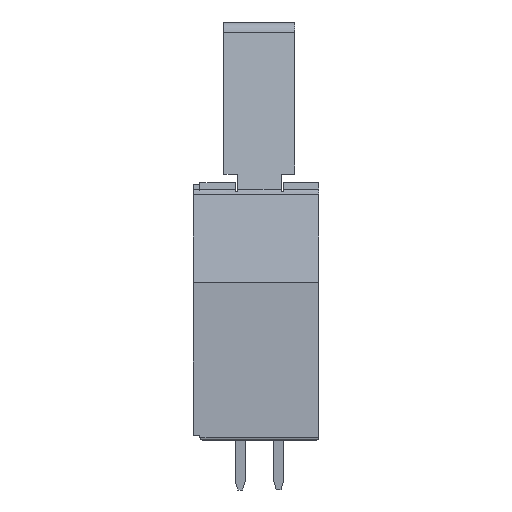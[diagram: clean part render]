
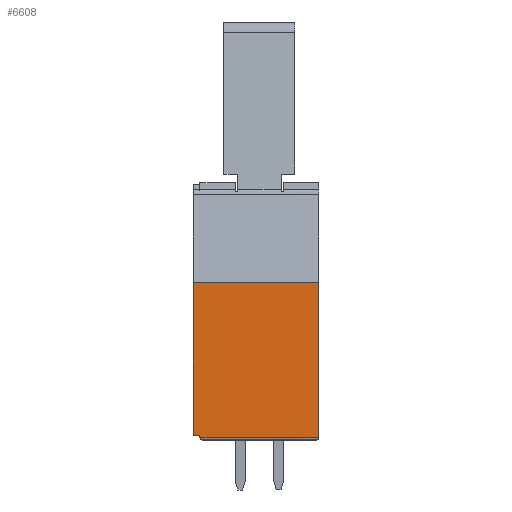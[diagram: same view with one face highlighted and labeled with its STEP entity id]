
A CAD part, left-side view. The second image highlights one B-rep face of the part: STEP entity #6608.
In plain terms, the highlighted planar face has unit normal (-1, 0, 0).
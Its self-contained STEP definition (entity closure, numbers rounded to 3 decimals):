
#6280=VERTEX_POINT('',#18148);
#6608=ADVANCED_FACE('',(#18568),#18569,.T.);
#7276=VERTEX_POINT('',#19281);
#7300=VERTEX_POINT('',#19307);
#7908=EDGE_CURVE('',#6280,#7276,#19977,.T.);
#8078=EDGE_CURVE('',#7276,#7300,#20158,.T.);
#8434=EDGE_CURVE('',#7300,#13954,#20543,.T.);
#9130=VERTEX_POINT('',#21305);
#13954=VERTEX_POINT('',#26576);
#14598=EDGE_CURVE('',#14768,#9130,#27289,.T.);
#14768=VERTEX_POINT('',#27471);
#16326=EDGE_CURVE('',#13954,#9130,#29233,.T.);
#16364=EDGE_CURVE('',#6280,#14768,#29274,.T.);
#18148=CARTESIAN_POINT('',(-47.7,7.85,0.15));
#18568=FACE_OUTER_BOUND('',#31922,.T.);
#18569=PLANE('',#31923);
#19281=CARTESIAN_POINT('',(-47.7,7.85,0.3));
#19307=CARTESIAN_POINT('',(-47.7,8.3,0.3));
#19977=LINE('',#33981,#33982);
#20158=LINE('',#34250,#34251);
#20543=LINE('',#34795,#34796);
#21305=CARTESIAN_POINT('',(-47.7,0.0,10.4));
#26576=CARTESIAN_POINT('',(-47.7,8.3,10.4));
#27289=LINE('',#44495,#44496);
#27471=CARTESIAN_POINT('',(-47.7,0.0,0.15));
#29233=LINE('',#47257,#47258);
#29274=LINE('',#47318,#47319);
#31922=EDGE_LOOP('',(#50602,#50603,#50604,#50605,#50606,#50607));
#31923=AXIS2_PLACEMENT_3D('',#50608,#50609,#50610);
#33981=CARTESIAN_POINT('',(-47.7,7.85,0.15));
#33982=VECTOR('',#51879,1.0);
#34250=CARTESIAN_POINT('',(-47.7,4.15,0.3));
#34251=VECTOR('',#52031,1.0);
#34795=CARTESIAN_POINT('',(-47.7,8.3,0.0));
#34796=VECTOR('',#52367,1.0);
#44495=CARTESIAN_POINT('',(-47.7,0.,0.0));
#44496=VECTOR('',#59133,1.0);
#47257=CARTESIAN_POINT('',(-47.7,4.15,10.4));
#47258=VECTOR('',#61230,1.0);
#47318=CARTESIAN_POINT('',(-47.7,4.15,0.15));
#47319=VECTOR('',#61264,1.0);
#50602=ORIENTED_EDGE('',*,*,#7908,.F.);
#50603=ORIENTED_EDGE('',*,*,#16364,.T.);
#50604=ORIENTED_EDGE('',*,*,#14598,.T.);
#50605=ORIENTED_EDGE('',*,*,#16326,.F.);
#50606=ORIENTED_EDGE('',*,*,#8434,.F.);
#50607=ORIENTED_EDGE('',*,*,#8078,.F.);
#50608=CARTESIAN_POINT('',(-47.7,0.,0.0));
#50609=DIRECTION('',(-1.0,0.0,0.0));
#50610=DIRECTION('',(0.0,-1.0,0.0));
#51879=DIRECTION('',(0.0,0.,1.0));
#52031=DIRECTION('',(0.0,1.0,0.));
#52367=DIRECTION('',(0.0,0.0,1.0));
#59133=DIRECTION('',(0.0,0.0,1.0));
#61230=DIRECTION('',(0.0,-1.0,0.));
#61264=DIRECTION('',(0.0,-1.0,0.));
